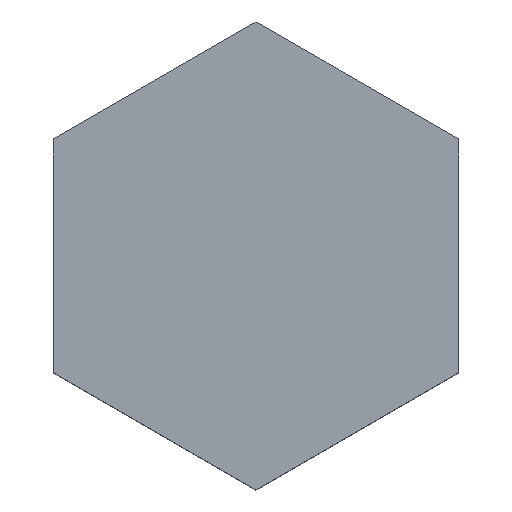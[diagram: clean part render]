
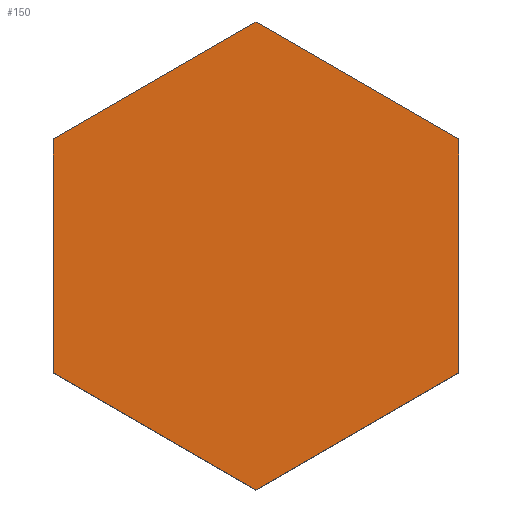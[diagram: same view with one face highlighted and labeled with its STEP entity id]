
A CAD part, top view. The second image highlights one B-rep face of the part: STEP entity #150.
In plain terms, the highlighted planar face has unit normal (0, 0, 1).
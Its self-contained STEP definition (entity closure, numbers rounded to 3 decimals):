
#150=ADVANCED_FACE('',(#5356),#5358,.T.);
#5356=FACE_BOUND('',#5357,.T.);
#5357=EDGE_LOOP('',(#6181,#6182,#6183,#6184,#6185,#6186));
#5358=PLANE('',#5359);
#5359=AXIS2_PLACEMENT_3D('',#5360,#5361,#5362);
#5360=CARTESIAN_POINT('',(0.,0.,32.));
#5361=DIRECTION('',(0.,0.,1.));
#5362=DIRECTION('',(-1.,0.,0.));
#6181=ORIENTED_EDGE('',*,*,#6311,.T.);
#6182=ORIENTED_EDGE('',*,*,#6309,.T.);
#6183=ORIENTED_EDGE('',*,*,#6307,.T.);
#6184=ORIENTED_EDGE('',*,*,#6305,.T.);
#6185=ORIENTED_EDGE('',*,*,#6303,.T.);
#6186=ORIENTED_EDGE('',*,*,#6301,.T.);
#6301=EDGE_CURVE('',#6420,#6418,#6421,.T.);
#6303=EDGE_CURVE('',#6423,#6420,#6424,.T.);
#6305=EDGE_CURVE('',#6426,#6423,#6427,.T.);
#6307=EDGE_CURVE('',#6429,#6426,#6430,.T.);
#6309=EDGE_CURVE('',#6432,#6429,#6433,.T.);
#6311=EDGE_CURVE('',#6418,#6432,#6435,.T.);
#6418=VERTEX_POINT('',#9122);
#6420=VERTEX_POINT('',#9126);
#6421=LINE('',#9127,#9128);
#6423=VERTEX_POINT('',#9133);
#6424=LINE('',#9134,#9135);
#6426=VERTEX_POINT('',#9140);
#6427=LINE('',#9141,#9142);
#6429=VERTEX_POINT('',#9147);
#6430=LINE('',#9148,#9149);
#6432=VERTEX_POINT('',#9154);
#6433=LINE('',#9155,#9156);
#6435=LINE('',#9161,#9162);
#9122=CARTESIAN_POINT('',(0.,-3.464,32.));
#9126=CARTESIAN_POINT('',(-3.,-1.732,32.));
#9127=CARTESIAN_POINT('',(-3.,-1.732,32.));
#9128=VECTOR('',#9129,1.);
#9129=DIRECTION('',(0.866,-0.5,0.));
#9133=CARTESIAN_POINT('',(-3.,1.732,32.));
#9134=CARTESIAN_POINT('',(-3.,1.732,32.));
#9135=VECTOR('',#9136,1.);
#9136=DIRECTION('',(0.,-1.,0.));
#9140=CARTESIAN_POINT('',(0.,3.464,32.));
#9141=CARTESIAN_POINT('',(0.,3.464,32.));
#9142=VECTOR('',#9143,1.);
#9143=DIRECTION('',(-0.866,-0.5,0.));
#9147=CARTESIAN_POINT('',(3.,1.732,32.));
#9148=CARTESIAN_POINT('',(3.,1.732,32.));
#9149=VECTOR('',#9150,1.);
#9150=DIRECTION('',(-0.866,0.5,0.));
#9154=CARTESIAN_POINT('',(3.,-1.732,32.));
#9155=CARTESIAN_POINT('',(3.,-1.732,32.));
#9156=VECTOR('',#9157,1.);
#9157=DIRECTION('',(0.,1.,0.));
#9161=CARTESIAN_POINT('',(0.,-3.464,32.));
#9162=VECTOR('',#9163,1.);
#9163=DIRECTION('',(0.866,0.5,0.));
